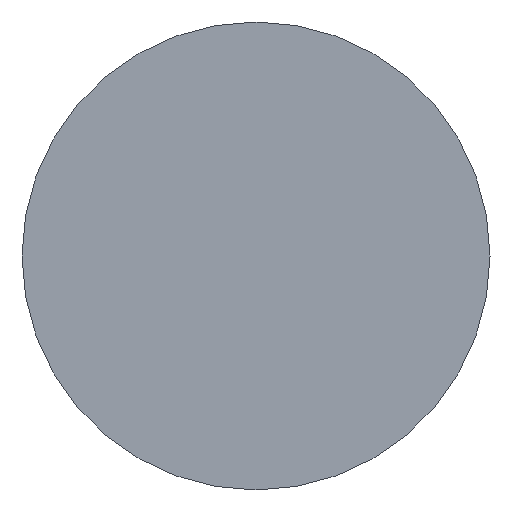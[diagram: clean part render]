
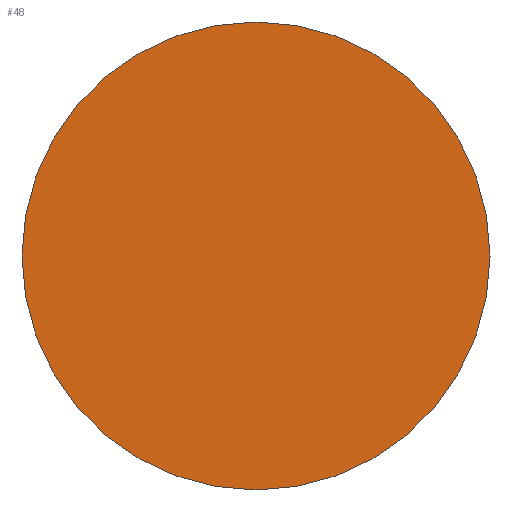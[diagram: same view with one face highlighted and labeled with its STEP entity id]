
A CAD part, top view. The second image highlights one B-rep face of the part: STEP entity #48.
In plain terms, the highlighted planar face has unit normal (0, 0, 1).
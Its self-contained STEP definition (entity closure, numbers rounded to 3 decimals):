
#39=PLANE('',#129);
#43=FACE_OUTER_BOUND('',#57,.T.);
#48=ADVANCED_FACE('',(#43),#39,.T.);
#57=EDGE_LOOP('',(#68));
#68=ORIENTED_EDGE('',*,*,#86,.F.);
#81=VERTEX_POINT('',#189);
#86=EDGE_CURVE('',#81,#81,#91,.T.);
#91=CIRCLE('',#127,4.763);
#127=AXIS2_PLACEMENT_3D('',#188,#147,#148);
#129=AXIS2_PLACEMENT_3D('',#191,#151,#152);
#147=DIRECTION('',(0.,0.,-1.));
#148=DIRECTION('',(1.,0.,0.));
#151=DIRECTION('',(0.,0.,1.));
#152=DIRECTION('',(1.,0.,0.));
#188=CARTESIAN_POINT('',(0.,0.,0.));
#189=CARTESIAN_POINT('',(4.763,0.,0.));
#191=CARTESIAN_POINT('',(0.,0.,0.));
